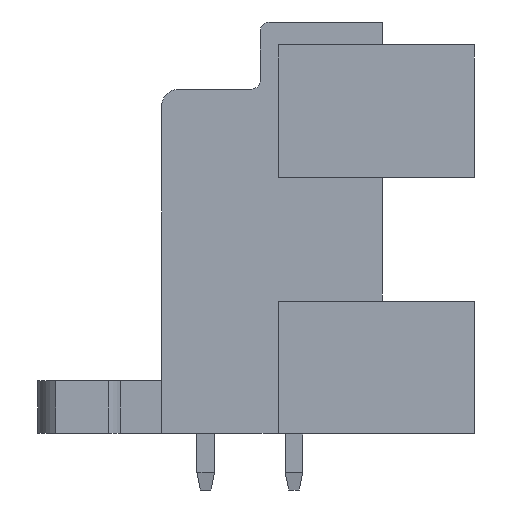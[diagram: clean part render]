
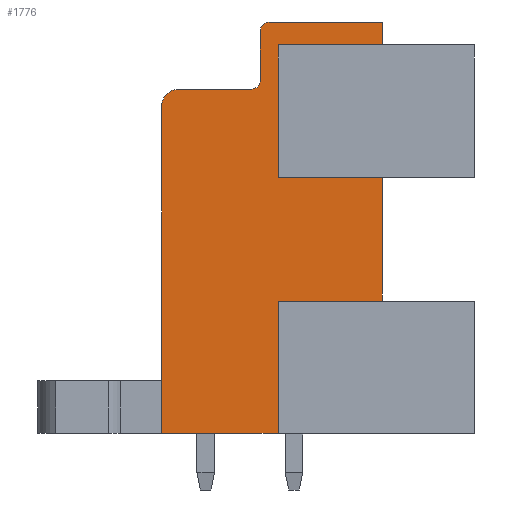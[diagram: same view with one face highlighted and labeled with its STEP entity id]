
A CAD part, left-side view. The second image highlights one B-rep face of the part: STEP entity #1776.
In plain terms, the highlighted planar face has unit normal (-1, 0, 0).
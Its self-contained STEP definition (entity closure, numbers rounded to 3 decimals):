
#1675=AXIS2_PLACEMENT_3D('Plane Axis2P3D',#1672,#1673,#1674) ;
#1716=AXIS2_PLACEMENT_3D('Circle Axis2P3D',#1714,#1715,$) ;
#1730=AXIS2_PLACEMENT_3D('Circle Axis2P3D',#1728,#1729,$) ;
#1744=AXIS2_PLACEMENT_3D('Circle Axis2P3D',#1742,#1743,$) ;
#211=CARTESIAN_POINT('Vertex',(3.5,11.1,3.2)) ;
#214=CARTESIAN_POINT('Line Origine',(3.5,14.4,3.2)) ;
#218=CARTESIAN_POINT('Vertex',(3.5,17.7,3.2)) ;
#1272=CARTESIAN_POINT('Vertex',(3.5,5.2,10.7)) ;
#1275=CARTESIAN_POINT('Line Origine',(3.5,8.15,10.7)) ;
#1279=CARTESIAN_POINT('Vertex',(3.5,11.1,10.7)) ;
#1540=CARTESIAN_POINT('Line Origine',(3.5,11.1,6.95)) ;
#1672=CARTESIAN_POINT('Axis2P3D Location',(3.5,0.,0.)) ;
#1677=CARTESIAN_POINT('Line Origine',(3.5,8.15,17.7)) ;
#1681=CARTESIAN_POINT('Vertex',(3.5,11.1,17.7)) ;
#1683=CARTESIAN_POINT('Vertex',(3.5,5.2,17.7)) ;
#1686=CARTESIAN_POINT('Line Origine',(3.5,11.1,21.45)) ;
#1690=CARTESIAN_POINT('Vertex',(3.5,11.1,25.2)) ;
#1693=CARTESIAN_POINT('Line Origine',(3.5,8.15,25.2)) ;
#1697=CARTESIAN_POINT('Vertex',(3.5,5.2,25.2)) ;
#1700=CARTESIAN_POINT('Line Origine',(3.5,5.2,25.85)) ;
#1704=CARTESIAN_POINT('Vertex',(3.5,5.2,26.5)) ;
#1707=CARTESIAN_POINT('Line Origine',(3.5,8.4,26.5)) ;
#1711=CARTESIAN_POINT('Vertex',(3.5,11.6,26.5)) ;
#1714=CARTESIAN_POINT('Axis2P3D Location',(3.5,11.6,26.)) ;
#1718=CARTESIAN_POINT('Vertex',(3.5,12.1,26.)) ;
#1721=CARTESIAN_POINT('Line Origine',(3.5,12.1,24.6)) ;
#1725=CARTESIAN_POINT('Vertex',(3.5,12.1,23.2)) ;
#1728=CARTESIAN_POINT('Axis2P3D Location',(3.5,12.6,23.2)) ;
#1732=CARTESIAN_POINT('Vertex',(3.5,12.6,22.7)) ;
#1735=CARTESIAN_POINT('Line Origine',(3.5,14.65,22.7)) ;
#1739=CARTESIAN_POINT('Vertex',(3.5,16.7,22.7)) ;
#1742=CARTESIAN_POINT('Axis2P3D Location',(3.5,16.7,21.7)) ;
#1746=CARTESIAN_POINT('Vertex',(3.5,17.7,21.7)) ;
#1749=CARTESIAN_POINT('Line Origine',(3.5,17.7,12.45)) ;
#1754=CARTESIAN_POINT('Line Origine',(3.5,5.2,14.2)) ;
#215=DIRECTION('Vector Direction',(0.,1.,0.)) ;
#1276=DIRECTION('Vector Direction',(0.,-1.,0.)) ;
#1541=DIRECTION('Vector Direction',(0.,0.,1.)) ;
#1673=DIRECTION('Axis2P3D Direction',(-1.,0.,0.)) ;
#1674=DIRECTION('Axis2P3D XDirection',(0.,-1.,0.)) ;
#1678=DIRECTION('Vector Direction',(0.,1.,0.)) ;
#1687=DIRECTION('Vector Direction',(0.,0.,1.)) ;
#1694=DIRECTION('Vector Direction',(0.,-1.,0.)) ;
#1701=DIRECTION('Vector Direction',(0.,0.,-1.)) ;
#1708=DIRECTION('Vector Direction',(0.,-1.,0.)) ;
#1715=DIRECTION('Axis2P3D Direction',(-1.,0.,0.)) ;
#1722=DIRECTION('Vector Direction',(0.,0.,1.)) ;
#1729=DIRECTION('Axis2P3D Direction',(-1.,0.,0.)) ;
#1736=DIRECTION('Vector Direction',(0.,-1.,0.)) ;
#1743=DIRECTION('Axis2P3D Direction',(-1.,0.,0.)) ;
#1750=DIRECTION('Vector Direction',(0.,0.,1.)) ;
#1755=DIRECTION('Vector Direction',(0.,0.,-1.)) ;
#216=VECTOR('Line Direction',#215,1.) ;
#1277=VECTOR('Line Direction',#1276,1.) ;
#1542=VECTOR('Line Direction',#1541,1.) ;
#1679=VECTOR('Line Direction',#1678,1.) ;
#1688=VECTOR('Line Direction',#1687,1.) ;
#1695=VECTOR('Line Direction',#1694,1.) ;
#1702=VECTOR('Line Direction',#1701,1.) ;
#1709=VECTOR('Line Direction',#1708,1.) ;
#1723=VECTOR('Line Direction',#1722,1.) ;
#1737=VECTOR('Line Direction',#1736,1.) ;
#1751=VECTOR('Line Direction',#1750,1.) ;
#1756=VECTOR('Line Direction',#1755,1.) ;
#1760=ORIENTED_EDGE('',*,*,#1685,.F.) ;
#1761=ORIENTED_EDGE('',*,*,#1692,.F.) ;
#1762=ORIENTED_EDGE('',*,*,#1699,.F.) ;
#1763=ORIENTED_EDGE('',*,*,#1706,.T.) ;
#1764=ORIENTED_EDGE('',*,*,#1713,.T.) ;
#1765=ORIENTED_EDGE('',*,*,#1720,.T.) ;
#1766=ORIENTED_EDGE('',*,*,#1727,.T.) ;
#1767=ORIENTED_EDGE('',*,*,#1734,.T.) ;
#1768=ORIENTED_EDGE('',*,*,#1741,.T.) ;
#1769=ORIENTED_EDGE('',*,*,#1748,.T.) ;
#1770=ORIENTED_EDGE('',*,*,#1753,.T.) ;
#1771=ORIENTED_EDGE('',*,*,#220,.T.) ;
#1772=ORIENTED_EDGE('',*,*,#1544,.F.) ;
#1773=ORIENTED_EDGE('',*,*,#1281,.F.) ;
#1774=ORIENTED_EDGE('',*,*,#1758,.T.) ;
#1776=ADVANCED_FACE('Housing',(#1775),#1676,.T.) ;
#1717=CIRCLE('generated circle',#1716,0.5) ;
#1731=CIRCLE('generated circle',#1730,0.5) ;
#1745=CIRCLE('generated circle',#1744,1.) ;
#220=EDGE_CURVE('',#219,#212,#217,.F.) ;
#1281=EDGE_CURVE('',#1273,#1280,#1278,.F.) ;
#1544=EDGE_CURVE('',#1280,#212,#1543,.F.) ;
#1685=EDGE_CURVE('',#1682,#1684,#1680,.F.) ;
#1692=EDGE_CURVE('',#1691,#1682,#1689,.F.) ;
#1699=EDGE_CURVE('',#1698,#1691,#1696,.F.) ;
#1706=EDGE_CURVE('',#1698,#1705,#1703,.F.) ;
#1713=EDGE_CURVE('',#1705,#1712,#1710,.F.) ;
#1720=EDGE_CURVE('',#1712,#1719,#1717,.T.) ;
#1727=EDGE_CURVE('',#1719,#1726,#1724,.F.) ;
#1734=EDGE_CURVE('',#1726,#1733,#1731,.F.) ;
#1741=EDGE_CURVE('',#1733,#1740,#1738,.F.) ;
#1748=EDGE_CURVE('',#1740,#1747,#1745,.T.) ;
#1753=EDGE_CURVE('',#1747,#219,#1752,.F.) ;
#1758=EDGE_CURVE('',#1273,#1684,#1757,.F.) ;
#1759=EDGE_LOOP('',(#1760,#1761,#1762,#1763,#1764,#1765,#1766,#1767,#1768,#1769,#1770,#1771,#1772,#1773,#1774)) ;
#1775=FACE_OUTER_BOUND('',#1759,.T.) ;
#217=LINE('Line',#214,#216) ;
#1278=LINE('Line',#1275,#1277) ;
#1543=LINE('Line',#1540,#1542) ;
#1680=LINE('Line',#1677,#1679) ;
#1689=LINE('Line',#1686,#1688) ;
#1696=LINE('Line',#1693,#1695) ;
#1703=LINE('Line',#1700,#1702) ;
#1710=LINE('Line',#1707,#1709) ;
#1724=LINE('Line',#1721,#1723) ;
#1738=LINE('Line',#1735,#1737) ;
#1752=LINE('Line',#1749,#1751) ;
#1757=LINE('Line',#1754,#1756) ;
#1676=PLANE('',#1675) ;
#212=VERTEX_POINT('',#211) ;
#219=VERTEX_POINT('',#218) ;
#1273=VERTEX_POINT('',#1272) ;
#1280=VERTEX_POINT('',#1279) ;
#1682=VERTEX_POINT('',#1681) ;
#1684=VERTEX_POINT('',#1683) ;
#1691=VERTEX_POINT('',#1690) ;
#1698=VERTEX_POINT('',#1697) ;
#1705=VERTEX_POINT('',#1704) ;
#1712=VERTEX_POINT('',#1711) ;
#1719=VERTEX_POINT('',#1718) ;
#1726=VERTEX_POINT('',#1725) ;
#1733=VERTEX_POINT('',#1732) ;
#1740=VERTEX_POINT('',#1739) ;
#1747=VERTEX_POINT('',#1746) ;
